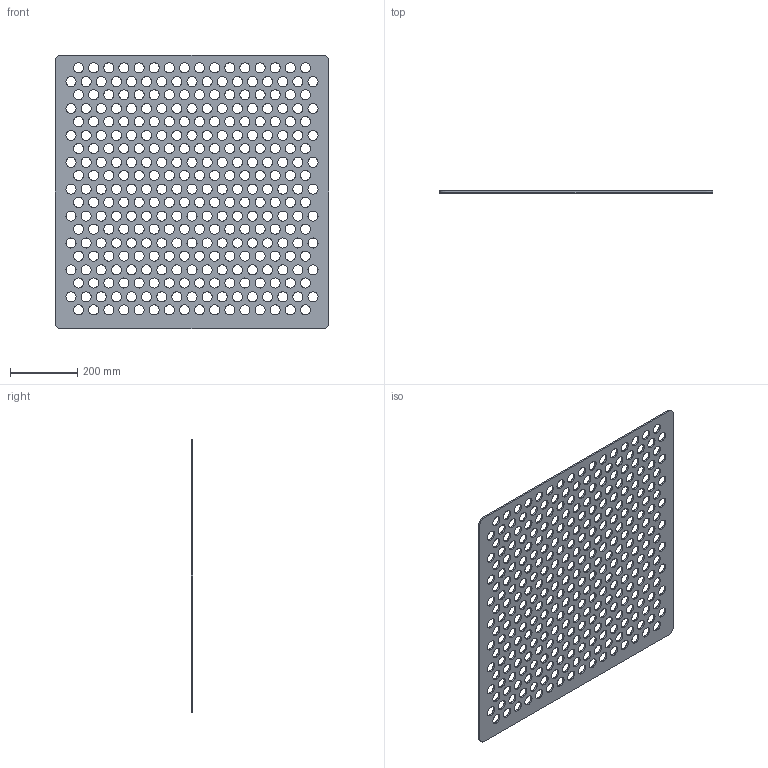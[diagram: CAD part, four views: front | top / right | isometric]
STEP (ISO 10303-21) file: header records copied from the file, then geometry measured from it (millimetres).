
FILE_DESCRIPTION (( 'STEP AP203' ), '1' );
FILE_NAME ('Äíèùå äëÿ ïîääîíîâ step.STEP', '2020-11-11T09:50:43', ( 'Àëåêñàíäð' ), ( '' ), 'SwSTEP 2.0', 'SolidWorks 2019', '' );
FILE_SCHEMA (( 'CONFIG_CONTROL_DESIGN' ));
Length unit declared in the file: millimetre
Products named in the file (1): Äíèùå äëÿ ïîääîíîâ step
Bounding box: 815 x 5 x 815 mm (x, y, z)
Volume: 2213174.9 mm3; surface area: 1048896 mm2
Topology: 1 solids, 1 shells, 636 faces, 1902 edges, 1268 vertices
Faces by surface type: cylinder 630, plane 6
Entity records: 23535 total; most frequent: DIRECTION 4436, CARTESIAN_POINT 3807, ORIENTED_EDGE 3804, EDGE_CURVE 1902, AXIS2_PLACEMENT_3D 1897, VERTEX_POINT 1268, EDGE_LOOP 1262, CIRCLE 1260
